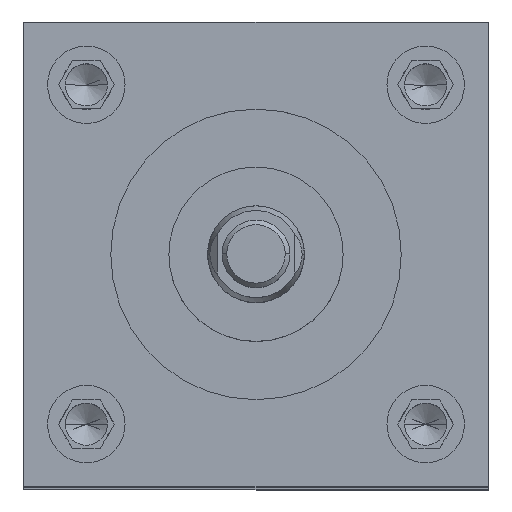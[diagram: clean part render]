
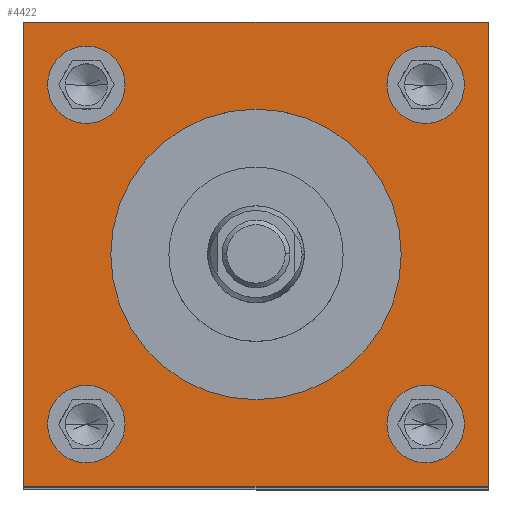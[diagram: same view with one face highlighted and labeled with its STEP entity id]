
A CAD part, top view. The second image highlights one B-rep face of the part: STEP entity #4422.
In plain terms, the highlighted planar face has unit normal (0, 0, 1).
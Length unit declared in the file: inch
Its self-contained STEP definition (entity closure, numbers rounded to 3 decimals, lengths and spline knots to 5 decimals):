
#21 = DIRECTION ( 'NONE',  ( 1., 0., 0. ) ) ;
#22 = EDGE_LOOP ( 'NONE', ( #169, #5250 ) ) ;
#29 = CARTESIAN_POINT ( 'NONE',  ( -1.5, 1.5, 11.75 ) ) ;
#80 = DIRECTION ( 'NONE',  ( 0., 0., 1. ) ) ;
#111 = CARTESIAN_POINT ( 'NONE',  ( -1.5, 1.5, 11.75 ) ) ;
#129 = VECTOR ( 'NONE', #3750, 39.37008 ) ;
#169 = ORIENTED_EDGE ( 'NONE', *, *, #875, .F. ) ;
#176 = ORIENTED_EDGE ( 'NONE', *, *, #1803, .T. ) ;
#185 = DIRECTION ( 'NONE',  ( 0., 0., -1. ) ) ;
#230 = CARTESIAN_POINT ( 'NONE',  ( -1.095, 1.095, 11.75 ) ) ;
#237 = EDGE_CURVE ( 'NONE', #5437, #717, #3317, .T. ) ;
#335 = AXIS2_PLACEMENT_3D ( 'NONE', #1618, #5376, #4469 ) ;
#379 = DIRECTION ( 'NONE',  ( 0., 0., 1. ) ) ;
#458 = AXIS2_PLACEMENT_3D ( 'NONE', #4969, #3454, #642 ) ;
#468 = EDGE_CURVE ( 'NONE', #3119, #800, #5863, .T. ) ;
#538 = CARTESIAN_POINT ( 'NONE',  ( -0.845, -1.095, 11.75 ) ) ;
#605 = CARTESIAN_POINT ( 'NONE',  ( -1.5, -1.5, 11.75 ) ) ;
#614 = DIRECTION ( 'NONE',  ( 0., 0., 1. ) ) ;
#622 = DIRECTION ( 'NONE',  ( 0., -1., 0. ) ) ;
#636 = CARTESIAN_POINT ( 'NONE',  ( 1.5, -1.5, 11.75 ) ) ;
#642 = DIRECTION ( 'NONE',  ( 1., 0., 0. ) ) ;
#664 = DIRECTION ( 'NONE',  ( 1., 0., 0. ) ) ;
#695 = FACE_OUTER_BOUND ( 'NONE', #930, .T. ) ;
#717 = VERTEX_POINT ( 'NONE', #2664 ) ;
#800 = VERTEX_POINT ( 'NONE', #5227 ) ;
#811 = ORIENTED_EDGE ( 'NONE', *, *, #2278, .F. ) ;
#836 = VERTEX_POINT ( 'NONE', #538 ) ;
#837 = ORIENTED_EDGE ( 'NONE', *, *, #3781, .F. ) ;
#875 = EDGE_CURVE ( 'NONE', #836, #2138, #4448, .T. ) ;
#930 = EDGE_LOOP ( 'NONE', ( #3365, #176, #4728, #3030 ) ) ;
#966 = VERTEX_POINT ( 'NONE', #4957 ) ;
#1082 = DIRECTION ( 'NONE',  ( 0., 0., 1. ) ) ;
#1087 = CIRCLE ( 'NONE', #4635, 0.25 ) ;
#1103 = DIRECTION ( 'NONE',  ( 0., 1., 0. ) ) ;
#1606 = DIRECTION ( 'NONE',  ( -1., 0., 0. ) ) ;
#1618 = CARTESIAN_POINT ( 'NONE',  ( -1.095, -1.095, 11.75 ) ) ;
#1724 = VECTOR ( 'NONE', #5410, 39.37008 ) ;
#1803 = EDGE_CURVE ( 'NONE', #3187, #3119, #1992, .T. ) ;
#1914 = VECTOR ( 'NONE', #622, 39.37008 ) ;
#1920 = CARTESIAN_POINT ( 'NONE',  ( -1.5, -1.5, 11.75 ) ) ;
#1984 = CARTESIAN_POINT ( 'NONE',  ( 1.345, 1.095, 11.75 ) ) ;
#1992 = LINE ( 'NONE', #605, #1724 ) ;
#2052 = CIRCLE ( 'NONE', #4678, 0.25 ) ;
#2093 = FACE_BOUND ( 'NONE', #5009, .T. ) ;
#2138 = VERTEX_POINT ( 'NONE', #2368 ) ;
#2141 = CIRCLE ( 'NONE', #5358, 0.25 ) ;
#2150 = EDGE_CURVE ( 'NONE', #800, #2911, #3318, .T. ) ;
#2233 = EDGE_LOOP ( 'NONE', ( #4676, #3301 ) ) ;
#2267 = VERTEX_POINT ( 'NONE', #1984 ) ;
#2278 = EDGE_CURVE ( 'NONE', #717, #5437, #4886, .T. ) ;
#2333 = DIRECTION ( 'NONE',  ( 1., 0., 0. ) ) ;
#2368 = CARTESIAN_POINT ( 'NONE',  ( -1.345, -1.095, 11.75 ) ) ;
#2574 = CARTESIAN_POINT ( 'NONE',  ( -1.095, -1.095, 11.75 ) ) ;
#2599 = CARTESIAN_POINT ( 'NONE',  ( -1.5, -1.5, 11.75 ) ) ;
#2600 = CARTESIAN_POINT ( 'NONE',  ( 0.845, -1.095, 11.75 ) ) ;
#2634 = FACE_BOUND ( 'NONE', #22, .T. ) ;
#2648 = EDGE_CURVE ( 'NONE', #5352, #2267, #3172, .T. ) ;
#2664 = CARTESIAN_POINT ( 'NONE',  ( -0.9375, 0., 11.75 ) ) ;
#2723 = EDGE_CURVE ( 'NONE', #5542, #2839, #5872, .T. ) ;
#2839 = VERTEX_POINT ( 'NONE', #5932 ) ;
#2862 = CARTESIAN_POINT ( 'NONE',  ( 1.5, -1.5, 11.75 ) ) ;
#2875 = AXIS2_PLACEMENT_3D ( 'NONE', #3486, #614, #21 ) ;
#2911 = VERTEX_POINT ( 'NONE', #6149 ) ;
#2930 = LINE ( 'NONE', #1920, #1914 ) ;
#2990 = ORIENTED_EDGE ( 'NONE', *, *, #5566, .F. ) ;
#3007 = AXIS2_PLACEMENT_3D ( 'NONE', #5099, #379, #5153 ) ;
#3030 = ORIENTED_EDGE ( 'NONE', *, *, #2150, .T. ) ;
#3073 = DIRECTION ( 'NONE',  ( 0., 0., 1. ) ) ;
#3076 = CIRCLE ( 'NONE', #4385, 0.25 ) ;
#3104 = FACE_BOUND ( 'NONE', #5811, .T. ) ;
#3119 = VERTEX_POINT ( 'NONE', #2862 ) ;
#3172 = CIRCLE ( 'NONE', #2875, 0.25 ) ;
#3187 = VERTEX_POINT ( 'NONE', #2599 ) ;
#3221 = EDGE_CURVE ( 'NONE', #966, #5047, #4798, .T. ) ;
#3254 = DIRECTION ( 'NONE',  ( 0., 0., 1. ) ) ;
#3301 = ORIENTED_EDGE ( 'NONE', *, *, #2648, .F. ) ;
#3317 = CIRCLE ( 'NONE', #3007, 0.9375 ) ;
#3318 = LINE ( 'NONE', #29, #129 ) ;
#3365 = ORIENTED_EDGE ( 'NONE', *, *, #3506, .T. ) ;
#3430 = ORIENTED_EDGE ( 'NONE', *, *, #2723, .F. ) ;
#3433 = EDGE_CURVE ( 'NONE', #2267, #5352, #1087, .T. ) ;
#3454 = DIRECTION ( 'NONE',  ( 0., 0., 1. ) ) ;
#3465 = DIRECTION ( 'NONE',  ( 0., 0., 1. ) ) ;
#3483 = FACE_BOUND ( 'NONE', #2233, .T. ) ;
#3486 = CARTESIAN_POINT ( 'NONE',  ( 1.095, 1.095, 11.75 ) ) ;
#3506 = EDGE_CURVE ( 'NONE', #2911, #3187, #2930, .T. ) ;
#3608 = DIRECTION ( 'NONE',  ( 1., 0., 0. ) ) ;
#3667 = AXIS2_PLACEMENT_3D ( 'NONE', #111, #185, #1606 ) ;
#3750 = DIRECTION ( 'NONE',  ( -1., 0., 0. ) ) ;
#3780 = CARTESIAN_POINT ( 'NONE',  ( 1.095, -1.095, 11.75 ) ) ;
#3781 = EDGE_CURVE ( 'NONE', #2839, #5542, #2141, .T. ) ;
#3790 = ORIENTED_EDGE ( 'NONE', *, *, #237, .F. ) ;
#3993 = PLANE ( 'NONE',  #3667 ) ;
#4017 = DIRECTION ( 'NONE',  ( 1., 0., 0. ) ) ;
#4041 = CARTESIAN_POINT ( 'NONE',  ( -1.095, 1.095, 11.75 ) ) ;
#4080 = CARTESIAN_POINT ( 'NONE',  ( 0.845, 1.095, 11.75 ) ) ;
#4233 = ORIENTED_EDGE ( 'NONE', *, *, #3221, .F. ) ;
#4385 = AXIS2_PLACEMENT_3D ( 'NONE', #4041, #80, #4017 ) ;
#4422 = ADVANCED_FACE ( 'NONE', ( #5423, #3483, #2634, #3104, #2093, #695 ), #3993, .F. ) ;
#4448 = CIRCLE ( 'NONE', #335, 0.25 ) ;
#4453 = EDGE_CURVE ( 'NONE', #2138, #836, #2052, .T. ) ;
#4469 = DIRECTION ( 'NONE',  ( 1., 0., 0. ) ) ;
#4635 = AXIS2_PLACEMENT_3D ( 'NONE', #5379, #3465, #5321 ) ;
#4676 = ORIENTED_EDGE ( 'NONE', *, *, #3433, .F. ) ;
#4678 = AXIS2_PLACEMENT_3D ( 'NONE', #2574, #3073, #3608 ) ;
#4728 = ORIENTED_EDGE ( 'NONE', *, *, #468, .T. ) ;
#4798 = CIRCLE ( 'NONE', #5682, 0.25 ) ;
#4850 = CARTESIAN_POINT ( 'NONE',  ( -0.845, 1.095, 11.75 ) ) ;
#4886 = CIRCLE ( 'NONE', #5463, 0.9375 ) ;
#4957 = CARTESIAN_POINT ( 'NONE',  ( -1.345, 1.095, 11.75 ) ) ;
#4969 = CARTESIAN_POINT ( 'NONE',  ( 1.095, -1.095, 11.75 ) ) ;
#4976 = DIRECTION ( 'NONE',  ( 1., 0., 0. ) ) ;
#5009 = EDGE_LOOP ( 'NONE', ( #3790, #811 ) ) ;
#5021 = DIRECTION ( 'NONE',  ( 0., 0., 1. ) ) ;
#5047 = VERTEX_POINT ( 'NONE', #4850 ) ;
#5099 = CARTESIAN_POINT ( 'NONE',  ( 0., 0., 11.75 ) ) ;
#5153 = DIRECTION ( 'NONE',  ( 1., 0., 0. ) ) ;
#5227 = CARTESIAN_POINT ( 'NONE',  ( 1.5, 1.5, 11.75 ) ) ;
#5250 = ORIENTED_EDGE ( 'NONE', *, *, #4453, .F. ) ;
#5315 = VECTOR ( 'NONE', #1103, 39.37008 ) ;
#5321 = DIRECTION ( 'NONE',  ( 1., 0., 0. ) ) ;
#5352 = VERTEX_POINT ( 'NONE', #4080 ) ;
#5358 = AXIS2_PLACEMENT_3D ( 'NONE', #3780, #3254, #2333 ) ;
#5376 = DIRECTION ( 'NONE',  ( 0., 0., 1. ) ) ;
#5379 = CARTESIAN_POINT ( 'NONE',  ( 1.095, 1.095, 11.75 ) ) ;
#5400 = CARTESIAN_POINT ( 'NONE',  ( 0., 0., 11.75 ) ) ;
#5410 = DIRECTION ( 'NONE',  ( 1., 0., 0. ) ) ;
#5423 = FACE_BOUND ( 'NONE', #6083, .T. ) ;
#5437 = VERTEX_POINT ( 'NONE', #5712 ) ;
#5463 = AXIS2_PLACEMENT_3D ( 'NONE', #5400, #1082, #4976 ) ;
#5542 = VERTEX_POINT ( 'NONE', #2600 ) ;
#5566 = EDGE_CURVE ( 'NONE', #5047, #966, #3076, .T. ) ;
#5682 = AXIS2_PLACEMENT_3D ( 'NONE', #230, #5021, #664 ) ;
#5712 = CARTESIAN_POINT ( 'NONE',  ( 0.9375, 0., 11.75 ) ) ;
#5811 = EDGE_LOOP ( 'NONE', ( #2990, #4233 ) ) ;
#5863 = LINE ( 'NONE', #636, #5315 ) ;
#5872 = CIRCLE ( 'NONE', #458, 0.25 ) ;
#5932 = CARTESIAN_POINT ( 'NONE',  ( 1.345, -1.095, 11.75 ) ) ;
#6083 = EDGE_LOOP ( 'NONE', ( #837, #3430 ) ) ;
#6149 = CARTESIAN_POINT ( 'NONE',  ( -1.5, 1.5, 11.75 ) ) ;
